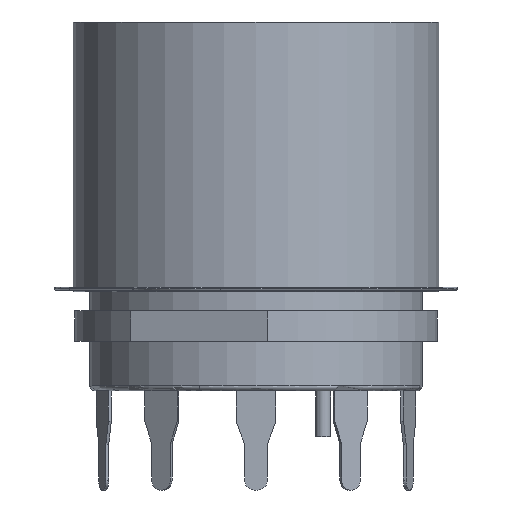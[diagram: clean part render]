
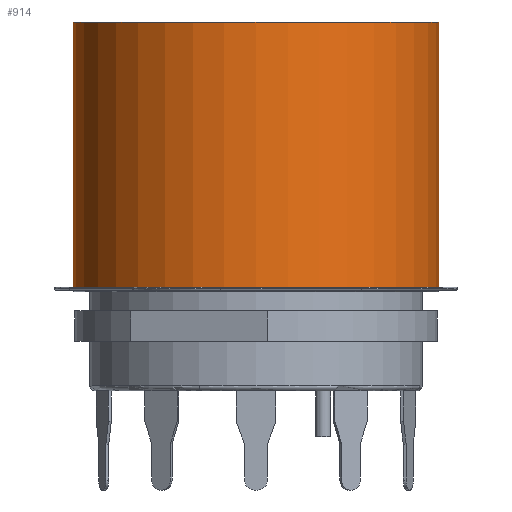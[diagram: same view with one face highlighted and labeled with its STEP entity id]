
A CAD part, front view. The second image highlights one B-rep face of the part: STEP entity #914.
In plain terms, the highlighted cylindrical face has radius 12 mm (diameter 24 mm), a full revolution.
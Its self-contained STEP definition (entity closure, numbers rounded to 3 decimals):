
#486 = EDGE_CURVE('',#487,#487,#489,.T.);
#487 = VERTEX_POINT('',#488);
#488 = CARTESIAN_POINT('',(18.172,-8.495,10.33));
#489 = CIRCLE('',#490,12.);
#490 = AXIS2_PLACEMENT_3D('',#491,#492,#493);
#491 = CARTESIAN_POINT('',(6.172,-8.495,10.33));
#492 = DIRECTION('',(0.,0.,1.));
#493 = DIRECTION('',(1.,0.,0.));
#914 = ADVANCED_FACE('',(#915),#934,.T.);
#915 = FACE_BOUND('',#916,.F.);
#916 = EDGE_LOOP('',(#917,#918,#926,#933));
#917 = ORIENTED_EDGE('',*,*,#486,.F.);
#918 = ORIENTED_EDGE('',*,*,#919,.T.);
#919 = EDGE_CURVE('',#487,#920,#922,.T.);
#920 = VERTEX_POINT('',#921);
#921 = CARTESIAN_POINT('',(18.172,-8.495,27.73));
#922 = LINE('',#923,#924);
#923 = CARTESIAN_POINT('',(18.172,-8.495,10.13));
#924 = VECTOR('',#925,1.);
#925 = DIRECTION('',(0.,0.,1.));
#926 = ORIENTED_EDGE('',*,*,#927,.T.);
#927 = EDGE_CURVE('',#920,#920,#928,.T.);
#928 = CIRCLE('',#929,12.);
#929 = AXIS2_PLACEMENT_3D('',#930,#931,#932);
#930 = CARTESIAN_POINT('',(6.172,-8.495,27.73));
#931 = DIRECTION('',(0.,0.,1.));
#932 = DIRECTION('',(1.,0.,0.));
#933 = ORIENTED_EDGE('',*,*,#919,.F.);
#934 = CYLINDRICAL_SURFACE('',#935,12.);
#935 = AXIS2_PLACEMENT_3D('',#936,#937,#938);
#936 = CARTESIAN_POINT('',(6.172,-8.495,10.13));
#937 = DIRECTION('',(0.,0.,-1.));
#938 = DIRECTION('',(1.,0.,0.));
